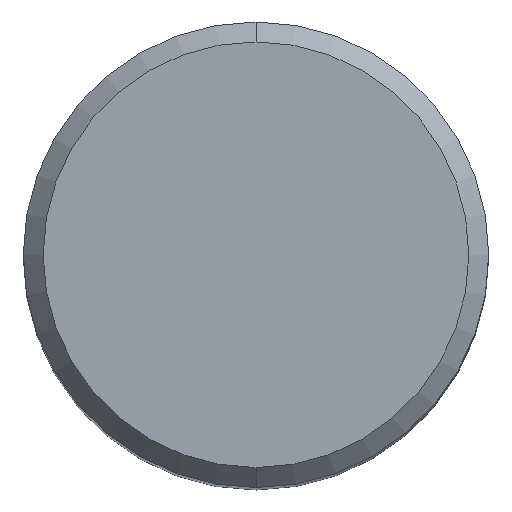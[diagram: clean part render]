
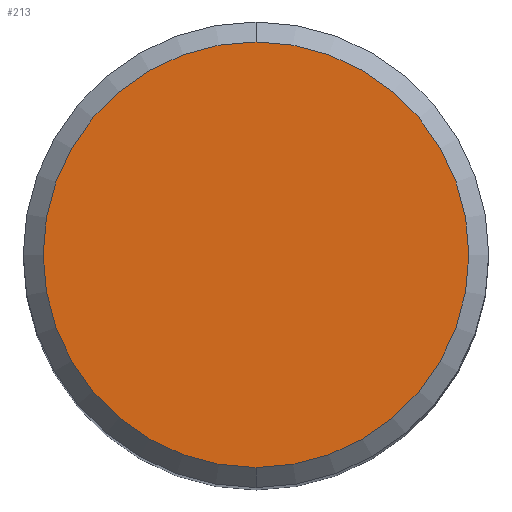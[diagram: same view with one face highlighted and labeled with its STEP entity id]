
A CAD part, top view. The second image highlights one B-rep face of the part: STEP entity #213.
In plain terms, the highlighted planar face has unit normal (0, 0, 1).
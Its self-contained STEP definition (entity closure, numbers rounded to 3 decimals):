
#143=EDGE_CURVE('',#225,#153,#301,.T.);
#153=VERTEX_POINT('',#311);
#213=ADVANCED_FACE('',(#379),#380,.T.);
#225=VERTEX_POINT('',#393);
#229=EDGE_CURVE('',#153,#225,#397,.T.);
#301=CIRCLE('',#477,6.4);
#311=CARTESIAN_POINT('',(0.0,6.4,0.));
#379=FACE_OUTER_BOUND('',#574,.T.);
#380=PLANE('',#575);
#393=CARTESIAN_POINT('',(0.,-6.4,0.));
#397=CIRCLE('',#599,6.4);
#477=AXIS2_PLACEMENT_3D('',#667,#668,#669);
#574=EDGE_LOOP('',(#769,#770));
#575=AXIS2_PLACEMENT_3D('',#771,#772,#773);
#599=AXIS2_PLACEMENT_3D('',#790,#791,#792);
#667=CARTESIAN_POINT('',(0.0,0.0,0.));
#668=DIRECTION('',(0.0,0.0,-1.0));
#669=DIRECTION('',(0.0,1.0,0.0));
#769=ORIENTED_EDGE('',*,*,#229,.F.);
#770=ORIENTED_EDGE('',*,*,#143,.F.);
#771=CARTESIAN_POINT('',(0.0,3.2,0.));
#772=DIRECTION('',(-0.0,0.0,1.0));
#773=DIRECTION('',(0.0,-1.0,0.0));
#790=CARTESIAN_POINT('',(0.0,0.0,0.));
#791=DIRECTION('',(0.0,0.0,-1.0));
#792=DIRECTION('',(0.0,1.0,0.0));
